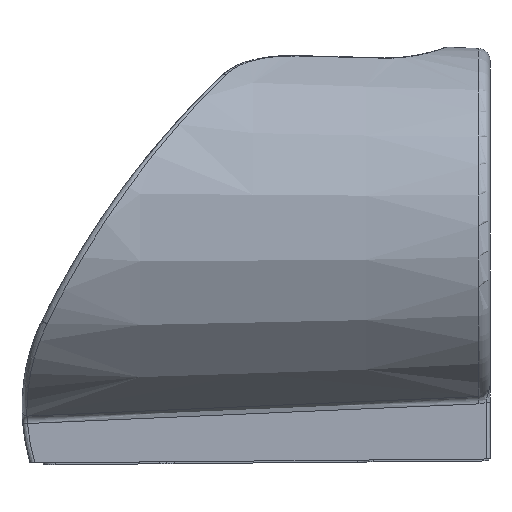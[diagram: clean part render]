
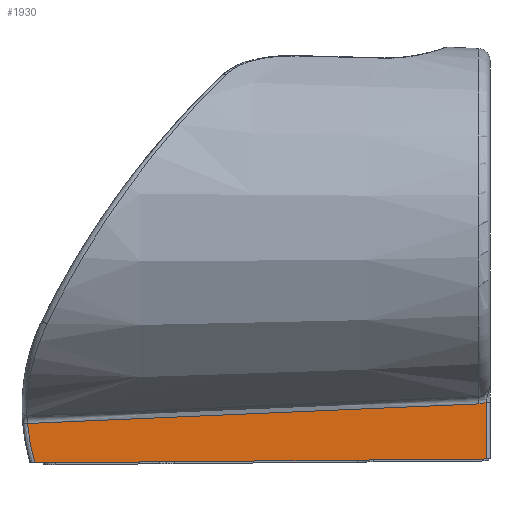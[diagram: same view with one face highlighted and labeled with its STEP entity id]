
A CAD part, left-side view. The second image highlights one B-rep face of the part: STEP entity #1930.
In plain terms, the highlighted planar face has unit normal (-1, -0.009, 0).
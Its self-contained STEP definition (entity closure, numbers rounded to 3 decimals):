
#86 = PLANE ( 'NONE',  #4338 ) ;
#162 = B_SPLINE_CURVE_WITH_KNOTS ( 'NONE', 3,
 ( #736, #4811, #12901, #3801, #10607, #3543, #7606 ),
 .UNSPECIFIED., .F., .F.,
 ( 4, 3, 4 ),
 ( 0., 0.095, 0.114 ),
 .UNSPECIFIED. ) ;
#736 = CARTESIAN_POINT ( 'NONE',  ( -15.524, 2.799, -44.118 ) ) ;
#1481 = CARTESIAN_POINT ( 'NONE',  ( -15.511, 1.271, -43.801 ) ) ;
#1930 = ADVANCED_FACE ( 'NONE', ( #11204 ), #86, .T. ) ;
#3010 = DIRECTION ( 'NONE',  ( -1., -0.009, 0. ) ) ;
#3415 = CARTESIAN_POINT ( 'NONE',  ( -15.509, 0.991, -43.041 ) ) ;
#3538 = DIRECTION ( 'NONE',  ( 0., 0., 1. ) ) ;
#3543 = CARTESIAN_POINT ( 'NONE',  ( -16.463, 110.327, -48.79 ) ) ;
#3712 = VERTEX_POINT ( 'NONE', #6387 ) ;
#3801 = CARTESIAN_POINT ( 'NONE',  ( -16.353, 97.739, -48.244 ) ) ;
#3934 = LINE ( 'NONE', #12185, #8077 ) ;
#4110 = CARTESIAN_POINT ( 'NONE',  ( -15.524, 2.799, -44.118 ) ) ;
#4160 = EDGE_CURVE ( 'NONE', #12477, #7677, #9549, .T. ) ;
#4305 = CARTESIAN_POINT ( 'NONE',  ( -15.514, 1.563, -43.906 ) ) ;
#4338 = AXIS2_PLACEMENT_3D ( 'NONE', #9285, #3010, #10081 ) ;
#4811 = CARTESIAN_POINT ( 'NONE',  ( -15.801, 34.446, -45.495 ) ) ;
#4962 = EDGE_CURVE ( 'NONE', #3712, #12477, #3934, .T. ) ;
#5043 = CARTESIAN_POINT ( 'NONE',  ( -16.518, 116.62, -49.063 ) ) ;
#5490 = CARTESIAN_POINT ( 'NONE',  ( -15.524, 2.799, -44.118 ) ) ;
#6387 = CARTESIAN_POINT ( 'NONE',  ( -16.501, 114.738, -59.001 ) ) ;
#6445 = EDGE_CURVE ( 'NONE', #8186, #7158, #162, .T. ) ;
#7158 = VERTEX_POINT ( 'NONE', #8130 ) ;
#7329 = EDGE_CURVE ( 'NONE', #7158, #3712, #8996, .T. ) ;
#7606 = CARTESIAN_POINT ( 'NONE',  ( -16.518, 116.62, -49.063 ) ) ;
#7677 = VERTEX_POINT ( 'NONE', #8541 ) ;
#8077 = VECTOR ( 'NONE', #11051, 1000. ) ;
#8130 = CARTESIAN_POINT ( 'NONE',  ( -16.518, 116.62, -49.063 ) ) ;
#8186 = VERTEX_POINT ( 'NONE', #4110 ) ;
#8271 = EDGE_CURVE ( 'NONE', #7677, #8186, #8406, .T. ) ;
#8292 = CARTESIAN_POINT ( 'NONE',  ( -15.509, 0.991, -43.668 ) ) ;
#8406 = B_SPLINE_CURVE_WITH_KNOTS ( 'NONE', 3,
 ( #8292, #1481, #4305, #11416, #9559, #5490 ),
 .UNSPECIFIED., .F., .F.,
 ( 4, 2, 4 ),
 ( 0.001, 0.002, 0.003 ),
 .UNSPECIFIED. ) ;
#8541 = CARTESIAN_POINT ( 'NONE',  ( -15.509, 0.991, -43.668 ) ) ;
#8832 = ORIENTED_EDGE ( 'NONE', *, *, #7329, .T. ) ;
#8996 =( BOUNDED_CURVE ( )  B_SPLINE_CURVE ( 3, ( #5043, #12157, #13139, #11100 ),
 .UNSPECIFIED., .F., .T. ) 
 B_SPLINE_CURVE_WITH_KNOTS ( ( 4, 4 ),
 ( 3.225, 3.433 ),
 .UNSPECIFIED. ) 
 CURVE ( )  GEOMETRIC_REPRESENTATION_ITEM ( )  RATIONAL_B_SPLINE_CURVE ( ( 1., 0.996, 0.996, 1. ) ) 
 REPRESENTATION_ITEM ( '' )  );
#9122 = ORIENTED_EDGE ( 'NONE', *, *, #4962, .T. ) ;
#9285 = CARTESIAN_POINT ( 'NONE',  ( -15.5, 0., 0. ) ) ;
#9547 = EDGE_LOOP ( 'NONE', ( #12343, #8832, #9122, #11876, #10577 ) ) ;
#9549 = LINE ( 'NONE', #3415, #13130 ) ;
#9559 = CARTESIAN_POINT ( 'NONE',  ( -15.522, 2.485, -44.105 ) ) ;
#10081 = DIRECTION ( 'NONE',  ( -0.009, 1., 0. ) ) ;
#10577 = ORIENTED_EDGE ( 'NONE', *, *, #8271, .T. ) ;
#10607 = CARTESIAN_POINT ( 'NONE',  ( -16.408, 104.033, -48.517 ) ) ;
#11051 = DIRECTION ( 'NONE',  ( 0.009, -1., 0.009 ) ) ;
#11100 = CARTESIAN_POINT ( 'NONE',  ( -16.501, 114.738, -59.001 ) ) ;
#11204 = FACE_OUTER_BOUND ( 'NONE', #9547, .T. ) ;
#11225 = CARTESIAN_POINT ( 'NONE',  ( -15.509, 0.991, -58.009 ) ) ;
#11416 = CARTESIAN_POINT ( 'NONE',  ( -15.519, 2.174, -44.059 ) ) ;
#11876 = ORIENTED_EDGE ( 'NONE', *, *, #4160, .T. ) ;
#12157 = CARTESIAN_POINT ( 'NONE',  ( -16.515, 116.338, -52.435 ) ) ;
#12185 = CARTESIAN_POINT ( 'NONE',  ( -15.496, -0.506, -57.996 ) ) ;
#12343 = ORIENTED_EDGE ( 'NONE', *, *, #6445, .T. ) ;
#12477 = VERTEX_POINT ( 'NONE', #11225 ) ;
#12901 = CARTESIAN_POINT ( 'NONE',  ( -16.077, 66.093, -46.87 ) ) ;
#13130 = VECTOR ( 'NONE', #3538, 1000. ) ;
#13139 = CARTESIAN_POINT ( 'NONE',  ( -16.51, 115.709, -55.76 ) ) ;
